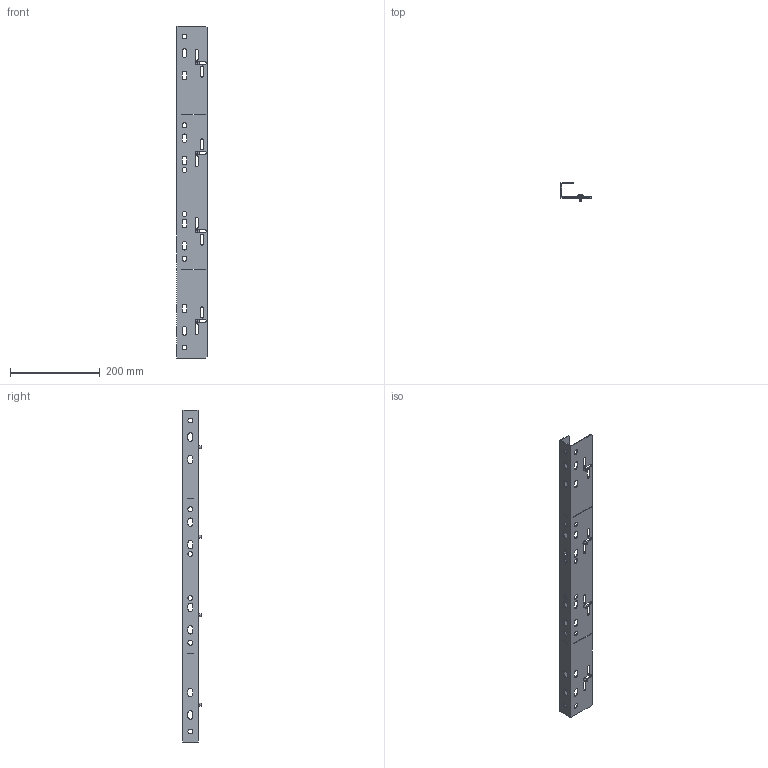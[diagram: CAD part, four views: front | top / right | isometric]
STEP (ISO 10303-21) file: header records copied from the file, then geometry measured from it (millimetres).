
FILE_DESCRIPTION (( 'STEP AP203' ), '1' );
FILE_NAME ('FO-00-SIG FORMAT 砑鳧罻 闀闉. 鳿鎀. ARMAT ACB IEK.STEP', '2025-01-13T07:52:50', ( '' ), ( '' ), 'SwSTEP 2.0', 'SolidWorks 2022', '' );
FILE_SCHEMA (( 'CONFIG_CONTROL_DESIGN' ));
Length unit declared in the file: millimetre
Products named in the file (1): FO-00-SIG FORMAT Планка опор. изол. ARMAT ACB IEK
Bounding box: 67.5 x 41.2 x 741 mm (x, y, z)
Volume: 173587.4 mm3; surface area: 181916.8 mm2
Topology: 1 solids, 1 shells, 370 faces, 1040 edges, 680 vertices
Faces by surface type: cylinder 188, plane 150, cone 16, torus 16
Entity records: 12389 total; most frequent: DIRECTION 2214, CARTESIAN_POINT 2091, ORIENTED_EDGE 2080, EDGE_CURVE 1040, AXIS2_PLACEMENT_3D 803, VERTEX_POINT 680, LINE 608, VECTOR 608
